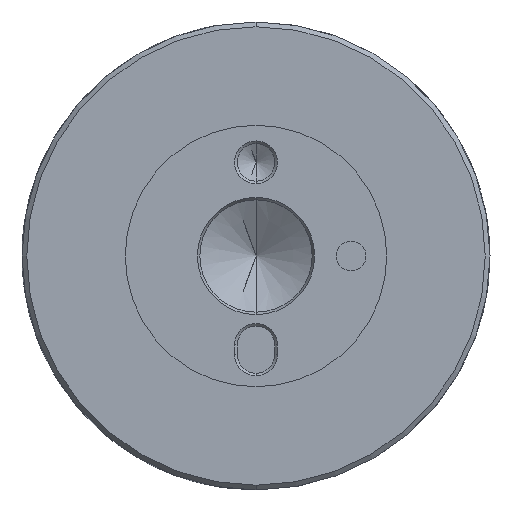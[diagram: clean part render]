
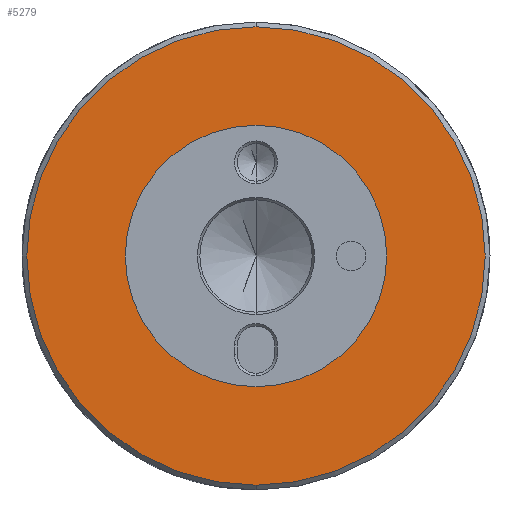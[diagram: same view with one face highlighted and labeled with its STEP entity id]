
A CAD part, front view. The second image highlights one B-rep face of the part: STEP entity #5279.
In plain terms, the highlighted planar face has unit normal (0, -1, 0).
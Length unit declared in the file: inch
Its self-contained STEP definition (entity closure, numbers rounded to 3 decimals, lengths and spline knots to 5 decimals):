
#220 = CARTESIAN_POINT ( 'NONE',  ( 0., -0.4047, 0. ) ) ;
#495 = FACE_OUTER_BOUND ( 'NONE', #10071, .T. ) ;
#1722 = EDGE_LOOP ( 'NONE', ( #10080, #16507 ) ) ;
#1876 = DIRECTION ( 'NONE',  ( 0., 0., 1. ) ) ;
#1910 = DIRECTION ( 'NONE',  ( 0., -1., 0. ) ) ;
#1997 = CIRCLE ( 'NONE', #3742, 0.48213 ) ;
#2367 = VERTEX_POINT ( 'NONE', #20775 ) ;
#3742 = AXIS2_PLACEMENT_3D ( 'NONE', #19862, #9783, #21567 ) ;
#4379 = CARTESIAN_POINT ( 'NONE',  ( -0.6, -0.4047, -0.49213 ) ) ;
#4847 = CARTESIAN_POINT ( 'NONE',  ( 0., -0.4047, 0.48213 ) ) ;
#5279 = ADVANCED_FACE ( 'NONE', ( #495, #17261 ), #17721, .F. ) ;
#5628 = AXIS2_PLACEMENT_3D ( 'NONE', #4379, #16129, #6059 ) ;
#6008 = ORIENTED_EDGE ( 'NONE', *, *, #19943, .T. ) ;
#6059 = DIRECTION ( 'NONE',  ( 0., 0., 1. ) ) ;
#6479 = ORIENTED_EDGE ( 'NONE', *, *, #8952, .T. ) ;
#6625 = CARTESIAN_POINT ( 'NONE',  ( 0., -0.4047, 0.275 ) ) ;
#6832 = AXIS2_PLACEMENT_3D ( 'NONE', #11954, #1910, #13636 ) ;
#7234 = CARTESIAN_POINT ( 'NONE',  ( 0., -0.4047, 0. ) ) ;
#7962 = CIRCLE ( 'NONE', #6832, 0.275 ) ;
#8933 = DIRECTION ( 'NONE',  ( 0., 0., -1. ) ) ;
#8952 = EDGE_CURVE ( 'NONE', #2367, #12331, #17627, .T. ) ;
#9783 = DIRECTION ( 'NONE',  ( 0., -1., 0. ) ) ;
#10071 = EDGE_LOOP ( 'NONE', ( #6008, #6479 ) ) ;
#10080 = ORIENTED_EDGE ( 'NONE', *, *, #14344, .F. ) ;
#10991 = VERTEX_POINT ( 'NONE', #6625 ) ;
#11361 = AXIS2_PLACEMENT_3D ( 'NONE', #7234, #19006, #8933 ) ;
#11918 = DIRECTION ( 'NONE',  ( 0., -1., 0. ) ) ;
#11954 = CARTESIAN_POINT ( 'NONE',  ( 0., -0.4047, 0. ) ) ;
#12331 = VERTEX_POINT ( 'NONE', #4847 ) ;
#13636 = DIRECTION ( 'NONE',  ( 0., 0., -1. ) ) ;
#13772 = CIRCLE ( 'NONE', #11361, 0.275 ) ;
#14344 = EDGE_CURVE ( 'NONE', #16297, #10991, #13772, .T. ) ;
#16129 = DIRECTION ( 'NONE',  ( 0., 1., 0. ) ) ;
#16297 = VERTEX_POINT ( 'NONE', #17374 ) ;
#16507 = ORIENTED_EDGE ( 'NONE', *, *, #21376, .F. ) ;
#17261 = FACE_BOUND ( 'NONE', #1722, .T. ) ;
#17374 = CARTESIAN_POINT ( 'NONE',  ( 0., -0.4047, -0.275 ) ) ;
#17526 = AXIS2_PLACEMENT_3D ( 'NONE', #220, #11918, #1876 ) ;
#17627 = CIRCLE ( 'NONE', #17526, 0.48213 ) ;
#17721 = PLANE ( 'NONE',  #5628 ) ;
#19006 = DIRECTION ( 'NONE',  ( 0., -1., 0. ) ) ;
#19862 = CARTESIAN_POINT ( 'NONE',  ( 0., -0.4047, 0. ) ) ;
#19943 = EDGE_CURVE ( 'NONE', #12331, #2367, #1997, .T. ) ;
#20775 = CARTESIAN_POINT ( 'NONE',  ( 0., -0.4047, -0.48213 ) ) ;
#21376 = EDGE_CURVE ( 'NONE', #10991, #16297, #7962, .T. ) ;
#21567 = DIRECTION ( 'NONE',  ( 0., 0., 1. ) ) ;
